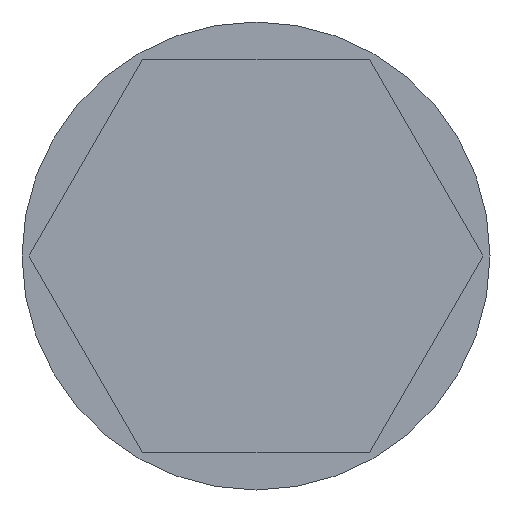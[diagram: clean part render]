
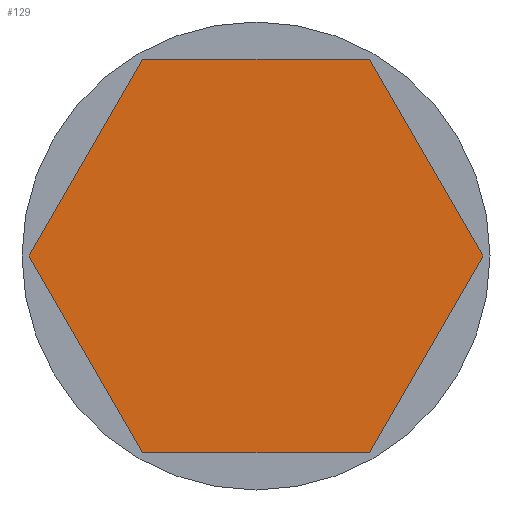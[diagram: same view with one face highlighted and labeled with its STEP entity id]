
A CAD part, left-side view. The second image highlights one B-rep face of the part: STEP entity #129.
In plain terms, the highlighted planar face has unit normal (-1, 0, 0).
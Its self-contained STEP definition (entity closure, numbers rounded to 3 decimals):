
#129 = ADVANCED_FACE( '', ( #267 ), #268, .F. );
#267 = FACE_OUTER_BOUND( '', #412, .T. );
#268 = PLANE( '', #413 );
#412 = EDGE_LOOP( '', ( #743, #744, #745, #746, #747, #748 ) );
#413 = AXIS2_PLACEMENT_3D( '', #749, #750, #751 );
#743 = ORIENTED_EDGE( '', *, *, #974, .T. );
#744 = ORIENTED_EDGE( '', *, *, #932, .T. );
#745 = ORIENTED_EDGE( '', *, *, #990, .T. );
#746 = ORIENTED_EDGE( '', *, *, #987, .T. );
#747 = ORIENTED_EDGE( '', *, *, #1012, .T. );
#748 = ORIENTED_EDGE( '', *, *, #1013, .T. );
#749 = CARTESIAN_POINT( '', ( 0., 0., 0. ) );
#750 = DIRECTION( '', ( 1., 0., 0. ) );
#751 = DIRECTION( '', ( 0., 0., -1. ) );
#932 = EDGE_CURVE( '', #1138, #1142, #1144, .T. );
#974 = EDGE_CURVE( '', #1204, #1138, #1207, .T. );
#987 = EDGE_CURVE( '', #1220, #1224, #1226, .T. );
#990 = EDGE_CURVE( '', #1142, #1220, #1229, .T. );
#1012 = EDGE_CURVE( '', #1224, #1252, #1253, .T. );
#1013 = EDGE_CURVE( '', #1252, #1204, #1254, .T. );
#1138 = VERTEX_POINT( '', #1412 );
#1142 = VERTEX_POINT( '', #1418 );
#1144 = LINE( '', #1421, #1422 );
#1204 = VERTEX_POINT( '', #1498 );
#1207 = LINE( '', #1503, #1504 );
#1220 = VERTEX_POINT( '', #1519 );
#1224 = VERTEX_POINT( '', #1525 );
#1226 = LINE( '', #1528, #1529 );
#1229 = LINE( '', #1533, #1534 );
#1252 = VERTEX_POINT( '', #1567 );
#1253 = LINE( '', #1568, #1569 );
#1254 = LINE( '', #1570, #1571 );
#1412 = CARTESIAN_POINT( '', ( 0., 24.249, 0. ) );
#1418 = CARTESIAN_POINT( '', ( 0., 12.124, -21. ) );
#1421 = CARTESIAN_POINT( '', ( 0., 18.187, -10.5 ) );
#1422 = VECTOR( '', #1685, 1000. );
#1498 = CARTESIAN_POINT( '', ( 0., 12.124, 21. ) );
#1503 = CARTESIAN_POINT( '', ( 0., 18.187, 10.5 ) );
#1504 = VECTOR( '', #1752, 1000. );
#1519 = CARTESIAN_POINT( '', ( 0., -12.124, -21. ) );
#1525 = CARTESIAN_POINT( '', ( 0., -24.249, 0. ) );
#1528 = CARTESIAN_POINT( '', ( 0., -18.187, -10.5 ) );
#1529 = VECTOR( '', #1770, 1000. );
#1533 = CARTESIAN_POINT( '', ( 0., 0., -21. ) );
#1534 = VECTOR( '', #1772, 1000. );
#1567 = CARTESIAN_POINT( '', ( 0., -12.124, 21. ) );
#1568 = CARTESIAN_POINT( '', ( 0., -18.187, 10.5 ) );
#1569 = VECTOR( '', #1795, 1000. );
#1570 = CARTESIAN_POINT( '', ( 0., 0., 21. ) );
#1571 = VECTOR( '', #1796, 1000. );
#1685 = DIRECTION( '', ( 0., -0.5, -0.866 ) );
#1752 = DIRECTION( '', ( 0., 0.5, -0.866 ) );
#1770 = DIRECTION( '', ( 0., -0.5, 0.866 ) );
#1772 = DIRECTION( '', ( 0., -1., 0. ) );
#1795 = DIRECTION( '', ( 0., 0.5, 0.866 ) );
#1796 = DIRECTION( '', ( 0., 1., 0. ) );
